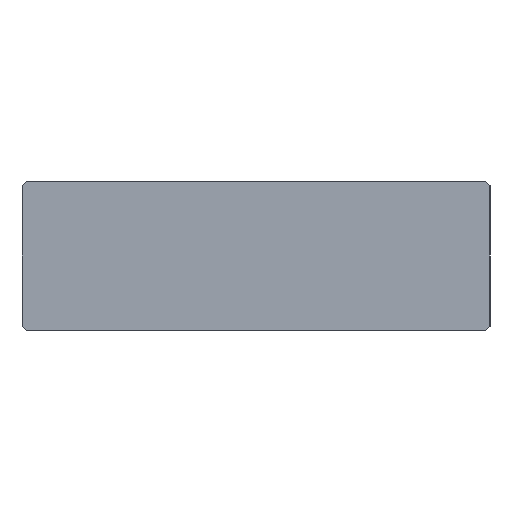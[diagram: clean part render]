
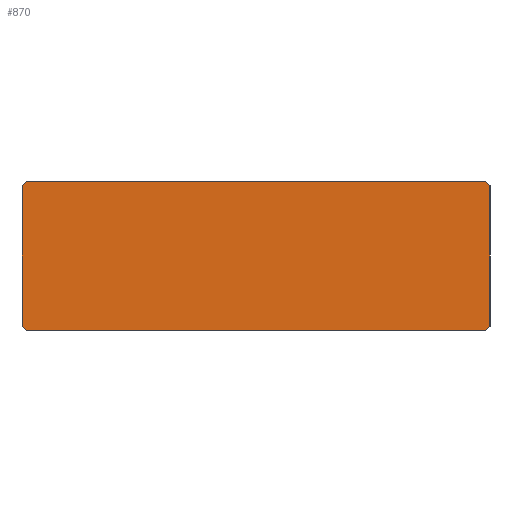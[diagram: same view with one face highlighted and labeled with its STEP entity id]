
A CAD part, left-side view. The second image highlights one B-rep face of the part: STEP entity #870.
In plain terms, the highlighted planar face has unit normal (-1, 0, 0).
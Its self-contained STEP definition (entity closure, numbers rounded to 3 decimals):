
#52=PLANE('',#983);
#99=FACE_OUTER_BOUND('',#147,.T.);
#147=EDGE_LOOP('',(#800,#801,#802,#803,#804,#805,#806,#807));
#170=LINE('',#1389,#245);
#176=LINE('',#1399,#251);
#185=LINE('',#1417,#260);
#194=LINE('',#1441,#269);
#202=LINE('',#1458,#277);
#210=LINE('',#1483,#285);
#218=LINE('',#1499,#293);
#224=LINE('',#1515,#299);
#245=VECTOR('',#1107,10.);
#251=VECTOR('',#1115,10.);
#260=VECTOR('',#1138,10.);
#269=VECTOR('',#1167,10.);
#277=VECTOR('',#1189,10.);
#285=VECTOR('',#1213,10.);
#293=VECTOR('',#1233,10.);
#299=VECTOR('',#1257,10.);
#408=VERTEX_POINT('',#1386);
#409=VERTEX_POINT('',#1388);
#412=VERTEX_POINT('',#1397);
#414=VERTEX_POINT('',#1415);
#419=VERTEX_POINT('',#1439);
#421=VERTEX_POINT('',#1457);
#429=VERTEX_POINT('',#1481);
#430=VERTEX_POINT('',#1482);
#496=EDGE_CURVE('',#409,#408,#170,.T.);
#502=EDGE_CURVE('',#412,#408,#176,.T.);
#511=EDGE_CURVE('',#414,#412,#185,.T.);
#523=EDGE_CURVE('',#419,#414,#194,.T.);
#531=EDGE_CURVE('',#409,#421,#202,.T.);
#543=EDGE_CURVE('',#429,#430,#210,.T.);
#553=EDGE_CURVE('',#430,#419,#218,.T.);
#560=EDGE_CURVE('',#429,#421,#224,.T.);
#800=ORIENTED_EDGE('',*,*,#531,.F.);
#801=ORIENTED_EDGE('',*,*,#496,.T.);
#802=ORIENTED_EDGE('',*,*,#502,.F.);
#803=ORIENTED_EDGE('',*,*,#511,.F.);
#804=ORIENTED_EDGE('',*,*,#523,.F.);
#805=ORIENTED_EDGE('',*,*,#553,.F.);
#806=ORIENTED_EDGE('',*,*,#543,.F.);
#807=ORIENTED_EDGE('',*,*,#560,.T.);
#870=ADVANCED_FACE('',(#99),#52,.T.);
#983=AXIS2_PLACEMENT_3D('',#1514,#1255,#1256);
#1107=DIRECTION('',(0.,0.,1.));
#1115=DIRECTION('',(0.,-0.707,-0.707));
#1138=DIRECTION('',(0.,-1.,0.));
#1167=DIRECTION('',(0.,-0.707,0.707));
#1189=DIRECTION('',(0.,0.707,-0.707));
#1213=DIRECTION('',(0.,0.707,0.707));
#1233=DIRECTION('',(0.,0.,1.));
#1255=DIRECTION('center_axis',(-1.,0.,0.));
#1256=DIRECTION('ref_axis',(0.,-1.,0.));
#1257=DIRECTION('',(0.,-1.,0.));
#1386=CARTESIAN_POINT('',(-108.,-11.,6.8));
#1388=CARTESIAN_POINT('',(-108.,-11.,0.2));
#1389=CARTESIAN_POINT('',(-108.,-11.,0.));
#1397=CARTESIAN_POINT('',(-108.,-10.8,7.));
#1399=CARTESIAN_POINT('',(-108.,-7.15,10.65));
#1415=CARTESIAN_POINT('',(-108.,10.8,7.));
#1417=CARTESIAN_POINT('',(-108.,11.,7.));
#1439=CARTESIAN_POINT('',(-108.,11.,6.8));
#1441=CARTESIAN_POINT('',(-108.,12.65,5.15));
#1457=CARTESIAN_POINT('',(-108.,-10.8,0.));
#1458=CARTESIAN_POINT('',(-108.,-5.4,-5.4));
#1481=CARTESIAN_POINT('',(-108.,10.8,0.));
#1482=CARTESIAN_POINT('',(-108.,11.,0.2));
#1483=CARTESIAN_POINT('',(-108.,10.9,0.1));
#1499=CARTESIAN_POINT('',(-108.,11.,0.));
#1514=CARTESIAN_POINT('Origin',(-108.,11.,0.));
#1515=CARTESIAN_POINT('',(-108.,11.,0.));
